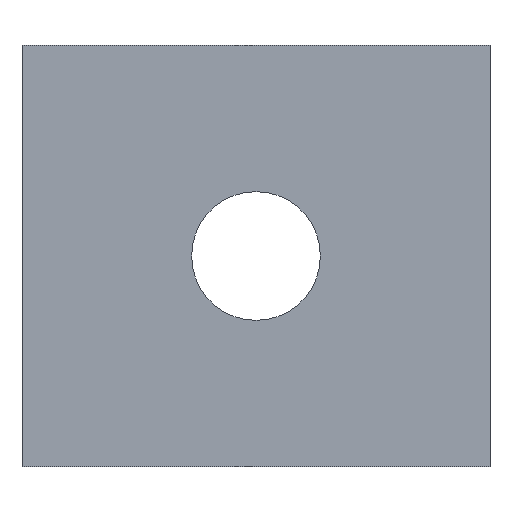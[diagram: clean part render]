
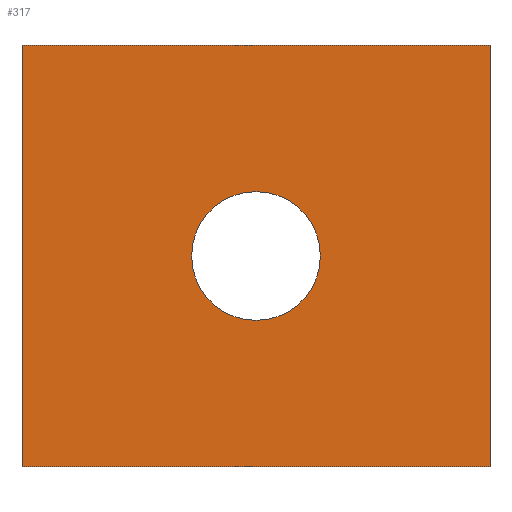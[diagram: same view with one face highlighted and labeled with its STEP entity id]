
A CAD part, left-side view. The second image highlights one B-rep face of the part: STEP entity #317.
In plain terms, the highlighted planar face has unit normal (-1, 0, 0).
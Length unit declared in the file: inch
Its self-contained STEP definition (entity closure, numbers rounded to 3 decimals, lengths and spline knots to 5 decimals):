
#17 = CARTESIAN_POINT ( 'NONE',  ( 0., 0.7874, -0.35433 ) ) ;
#19 = LINE ( 'NONE', #260, #717 ) ;
#115 = EDGE_CURVE ( 'NONE', #870, #410, #359, .T. ) ;
#126 = CARTESIAN_POINT ( 'NONE',  ( 0., 0., -0.35433 ) ) ;
#147 = ORIENTED_EDGE ( 'NONE', *, *, #115, .T. ) ;
#148 = EDGE_CURVE ( 'NONE', #410, #183, #844, .T. ) ;
#150 = ORIENTED_EDGE ( 'NONE', *, *, #227, .T. ) ;
#183 = VERTEX_POINT ( 'NONE', #862 ) ;
#221 = EDGE_CURVE ( 'NONE', #582, #870, #407, .T. ) ;
#222 = CARTESIAN_POINT ( 'NONE',  ( 0., 0., -0.35433 ) ) ;
#227 = EDGE_CURVE ( 'NONE', #831, #825, #764, .T. ) ;
#260 = CARTESIAN_POINT ( 'NONE',  ( 0., 0., -0.35433 ) ) ;
#269 = EDGE_CURVE ( 'NONE', #825, #831, #570, .T. ) ;
#274 = CARTESIAN_POINT ( 'NONE',  ( 0., 0.7874, 0.35433 ) ) ;
#317 = ADVANCED_FACE ( 'NONE', ( #679, #504 ), #800, .T. ) ;
#318 = AXIS2_PLACEMENT_3D ( 'NONE', #522, #521, #517 ) ;
#351 = EDGE_LOOP ( 'NONE', ( #147, #593, #808, #775 ) ) ;
#359 = LINE ( 'NONE', #686, #556 ) ;
#362 = EDGE_LOOP ( 'NONE', ( #451, #150 ) ) ;
#407 = LINE ( 'NONE', #502, #739 ) ;
#410 = VERTEX_POINT ( 'NONE', #17 ) ;
#451 = ORIENTED_EDGE ( 'NONE', *, *, #269, .T. ) ;
#498 = DIRECTION ( 'NONE',  ( 0., 1., 0. ) ) ;
#502 = CARTESIAN_POINT ( 'NONE',  ( 0., 0., 0.35433 ) ) ;
#504 = FACE_BOUND ( 'NONE', #362, .T. ) ;
#512 = VECTOR ( 'NONE', #722, 39.37008 ) ;
#517 = DIRECTION ( 'NONE',  ( 0., 0., 1. ) ) ;
#521 = DIRECTION ( 'NONE',  ( 1., 0., 0. ) ) ;
#522 = CARTESIAN_POINT ( 'NONE',  ( 0., 0.3937, 0. ) ) ;
#556 = VECTOR ( 'NONE', #846, 39.37008 ) ;
#570 = CIRCLE ( 'NONE', #677, 0.10827 ) ;
#571 = DIRECTION ( 'NONE',  ( -1., 0., 0. ) ) ;
#582 = VERTEX_POINT ( 'NONE', #618 ) ;
#587 = DIRECTION ( 'NONE',  ( 0., 0., 1. ) ) ;
#593 = ORIENTED_EDGE ( 'NONE', *, *, #148, .T. ) ;
#598 = CARTESIAN_POINT ( 'NONE',  ( 0., 0.3937, 0. ) ) ;
#599 = DIRECTION ( 'NONE',  ( 1., 0., 0. ) ) ;
#618 = CARTESIAN_POINT ( 'NONE',  ( 0., 0., 0.35433 ) ) ;
#657 = DIRECTION ( 'NONE',  ( 0., 0., 1. ) ) ;
#677 = AXIS2_PLACEMENT_3D ( 'NONE', #598, #599, #587 ) ;
#679 = FACE_OUTER_BOUND ( 'NONE', #351, .T. ) ;
#686 = CARTESIAN_POINT ( 'NONE',  ( 0., 0.7874, -0.35433 ) ) ;
#717 = VECTOR ( 'NONE', #657, 39.37008 ) ;
#722 = DIRECTION ( 'NONE',  ( 0., -1., 0. ) ) ;
#739 = VECTOR ( 'NONE', #498, 39.37008 ) ;
#759 = AXIS2_PLACEMENT_3D ( 'NONE', #126, #571, #815 ) ;
#764 = CIRCLE ( 'NONE', #318, 0.10827 ) ;
#770 = CARTESIAN_POINT ( 'NONE',  ( 0., 0.3937, 0.10827 ) ) ;
#773 = CARTESIAN_POINT ( 'NONE',  ( 0., 0.3937, -0.10827 ) ) ;
#775 = ORIENTED_EDGE ( 'NONE', *, *, #221, .T. ) ;
#800 = PLANE ( 'NONE',  #759 ) ;
#808 = ORIENTED_EDGE ( 'NONE', *, *, #880, .T. ) ;
#815 = DIRECTION ( 'NONE',  ( 0., 0., 1. ) ) ;
#825 = VERTEX_POINT ( 'NONE', #770 ) ;
#831 = VERTEX_POINT ( 'NONE', #773 ) ;
#844 = LINE ( 'NONE', #222, #512 ) ;
#846 = DIRECTION ( 'NONE',  ( 0., 0., -1. ) ) ;
#862 = CARTESIAN_POINT ( 'NONE',  ( 0., 0., -0.35433 ) ) ;
#870 = VERTEX_POINT ( 'NONE', #274 ) ;
#880 = EDGE_CURVE ( 'NONE', #183, #582, #19, .T. ) ;
